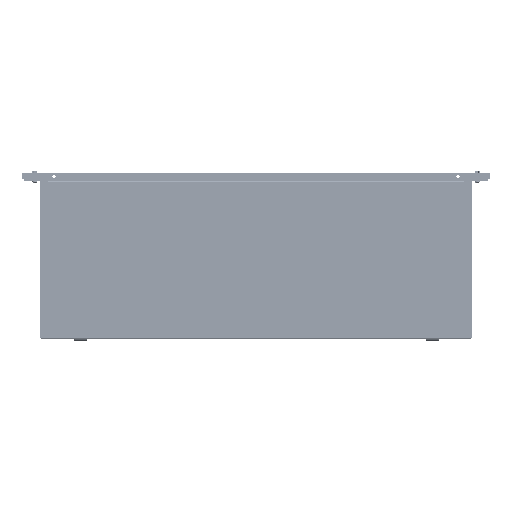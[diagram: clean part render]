
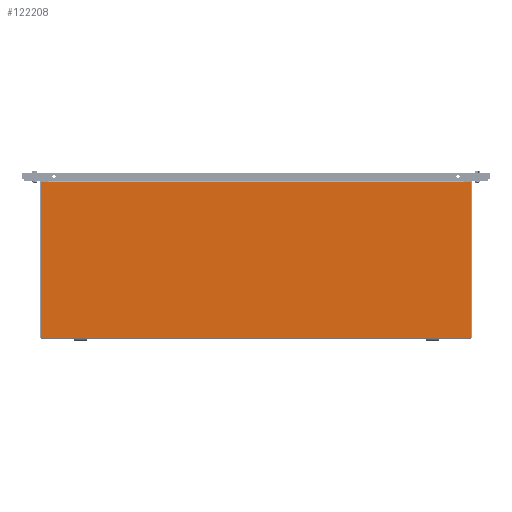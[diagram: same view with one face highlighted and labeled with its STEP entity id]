
A CAD part, front view. The second image highlights one B-rep face of the part: STEP entity #122208.
In plain terms, the highlighted face is planar.
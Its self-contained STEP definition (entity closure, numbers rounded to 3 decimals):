
#19577 = EDGE_LOOP ( 'NONE', ( #51734, #51738, #51742, #51746, #51750, #51754, #51758, #51762 ) ) ;
#23186 = EDGE_CURVE ( 'NONE', #148127, #148128, #109360, .T. ) ;
#23187 = EDGE_CURVE ( 'NONE', #148128, #148117, #109345, .T. ) ;
#47864 = VECTOR ( 'NONE', #75648, 1000. ) ;
#47867 = VECTOR ( 'NONE', #75697, 1000. ) ;
#47877 = VECTOR ( 'NONE', #75671, 1000. ) ;
#47894 = VECTOR ( 'NONE', #75722, 1000. ) ;
#47904 = VECTOR ( 'NONE', #75747, 1000. ) ;
#47909 = VECTOR ( 'NONE', #75771, 1000. ) ;
#51734 = ORIENTED_EDGE ( 'NONE', *, *, #148851, .T. ) ;
#51738 = ORIENTED_EDGE ( 'NONE', *, *, #148853, .T. ) ;
#51742 = ORIENTED_EDGE ( 'NONE', *, *, #148855, .T. ) ;
#51746 = ORIENTED_EDGE ( 'NONE', *, *, #148857, .T. ) ;
#51750 = ORIENTED_EDGE ( 'NONE', *, *, #148859, .T. ) ;
#51754 = ORIENTED_EDGE ( 'NONE', *, *, #148861, .T. ) ;
#51758 = ORIENTED_EDGE ( 'NONE', *, *, #23186, .T. ) ;
#51762 = ORIENTED_EDGE ( 'NONE', *, *, #23187, .T. ) ;
#75618 = CARTESIAN_POINT ( 'NONE',  ( 548.5, 198.5, 1.5 ) ) ;
#75627 = CARTESIAN_POINT ( 'NONE',  ( -548.5, 198.5, 1.5 ) ) ;
#75634 = LINE ( 'NONE', #75618, #47864 ) ;
#75648 = DIRECTION ( 'NONE',  ( 0., 1., 0. ) ) ;
#75663 = LINE ( 'NONE', #75668, #47877 ) ;
#75668 = CARTESIAN_POINT ( 'NONE',  ( 548.5, 198.49, 1.5 ) ) ;
#75671 = DIRECTION ( 'NONE',  ( -1., 0., 0. ) ) ;
#75676 = CARTESIAN_POINT ( 'NONE',  ( -548.5, -198.5, 1.5 ) ) ;
#75679 = LINE ( 'NONE', #75676, #47894 ) ;
#75682 = LINE ( 'NONE', #75627, #47867 ) ;
#75697 = DIRECTION ( 'NONE',  ( 0., -1., 0. ) ) ;
#75722 = DIRECTION ( 'NONE',  ( 1., 0., 0. ) ) ;
#75738 = LINE ( 'NONE', #75743, #47904 ) ;
#75743 = CARTESIAN_POINT ( 'NONE',  ( -530., -198.5, 1.5 ) ) ;
#75747 = DIRECTION ( 'NONE',  ( 0., -1., 0. ) ) ;
#75762 = LINE ( 'NONE', #75768, #47909 ) ;
#75768 = CARTESIAN_POINT ( 'NONE',  ( -530., -199.99, 1.5 ) ) ;
#75771 = DIRECTION ( 'NONE',  ( 1., 0., 0. ) ) ;
#93648 = CARTESIAN_POINT ( 'NONE',  ( 548.5, -198.5, 1.5 ) ) ;
#93650 = CARTESIAN_POINT ( 'NONE',  ( 548.5, 198.49, 1.5 ) ) ;
#93658 = CARTESIAN_POINT ( 'NONE',  ( -548.5, 198.49, 1.5 ) ) ;
#93660 = CARTESIAN_POINT ( 'NONE',  ( -548.5, -198.5, 1.5 ) ) ;
#93662 = CARTESIAN_POINT ( 'NONE',  ( -530., -198.5, 1.5 ) ) ;
#93664 = CARTESIAN_POINT ( 'NONE',  ( -530., -199.99, 1.5 ) ) ;
#93666 = CARTESIAN_POINT ( 'NONE',  ( 530., -199.99, 1.5 ) ) ;
#93668 = CARTESIAN_POINT ( 'NONE',  ( 530., -198.5, 1.5 ) ) ;
#105805 = PLANE ( 'NONE',  #141648 ) ;
#108676 = FACE_OUTER_BOUND ( 'NONE', #19577, .T. ) ;
#108677 = CARTESIAN_POINT ( 'NONE',  ( -548.5, -198.5, 1.5 ) ) ;
#108679 = DIRECTION ( 'NONE',  ( 0., 0., 1. ) ) ;
#108680 = DIRECTION ( 'NONE',  ( 1., 0., 0. ) ) ;
#109345 = LINE ( 'NONE', #109370, #109422 ) ;
#109360 = LINE ( 'NONE', #109365, #109452 ) ;
#109365 = CARTESIAN_POINT ( 'NONE',  ( 530., -198.5, 1.5 ) ) ;
#109368 = DIRECTION ( 'NONE',  ( 0., 1., 0. ) ) ;
#109370 = CARTESIAN_POINT ( 'NONE',  ( -548.5, -198.5, 1.5 ) ) ;
#109377 = DIRECTION ( 'NONE',  ( 1., 0., 0. ) ) ;
#109422 = VECTOR ( 'NONE', #109377, 1000. ) ;
#109452 = VECTOR ( 'NONE', #109368, 1000. ) ;
#122208 = ADVANCED_FACE ( 'NONE', ( #108676 ), #105805, .T. ) ;
#141648 = AXIS2_PLACEMENT_3D ( 'NONE', #108677, #108679, #108680 ) ;
#148117 = VERTEX_POINT ( 'NONE', #93648 ) ;
#148118 = VERTEX_POINT ( 'NONE', #93650 ) ;
#148123 = VERTEX_POINT ( 'NONE', #93658 ) ;
#148124 = VERTEX_POINT ( 'NONE', #93660 ) ;
#148125 = VERTEX_POINT ( 'NONE', #93662 ) ;
#148126 = VERTEX_POINT ( 'NONE', #93664 ) ;
#148127 = VERTEX_POINT ( 'NONE', #93666 ) ;
#148128 = VERTEX_POINT ( 'NONE', #93668 ) ;
#148851 = EDGE_CURVE ( 'NONE', #148117, #148118, #75634, .T. ) ;
#148853 = EDGE_CURVE ( 'NONE', #148118, #148123, #75663, .T. ) ;
#148855 = EDGE_CURVE ( 'NONE', #148123, #148124, #75682, .T. ) ;
#148857 = EDGE_CURVE ( 'NONE', #148124, #148125, #75679, .T. ) ;
#148859 = EDGE_CURVE ( 'NONE', #148125, #148126, #75738, .T. ) ;
#148861 = EDGE_CURVE ( 'NONE', #148126, #148127, #75762, .T. ) ;
